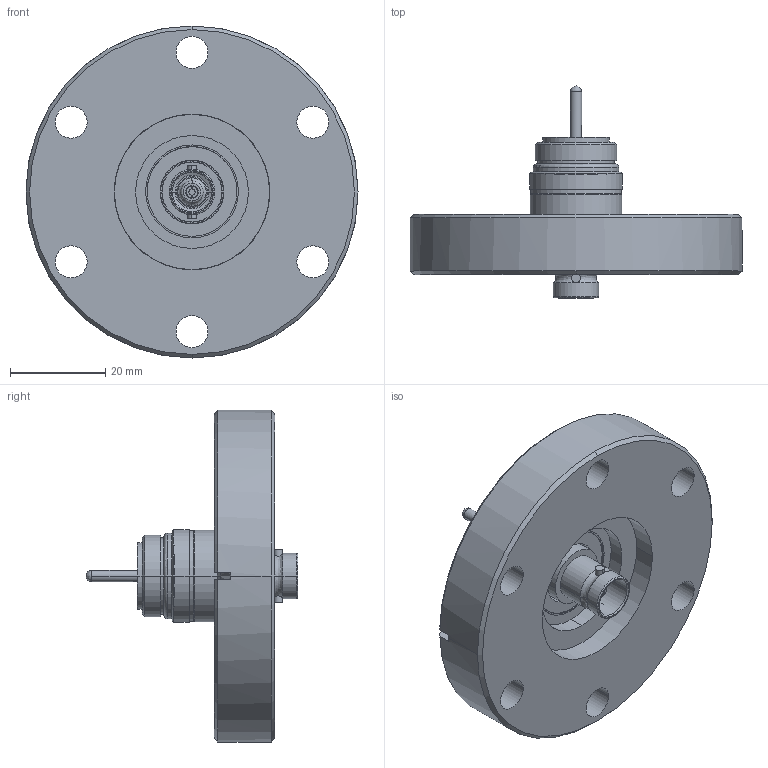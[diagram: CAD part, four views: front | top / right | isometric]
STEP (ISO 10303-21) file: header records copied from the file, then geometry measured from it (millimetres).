
FILE_DESCRIPTION (( 'STEP AP214' ), '1' );
FILE_NAME ('420XMF040-1.step', '2017-07-10T09:20:32', ( 'install' ), ( '' ), 'SwSTEP 2.0', 'SolidWorks 2015', '' );
FILE_SCHEMA (( 'AUTOMOTIVE_DESIGN' ));
Length unit declared in the file: inch
Products named in the file (1): 420XMF040-1
Bounding box: 69.85 x 44.6 x 69.85 mm (x, y, z)
Volume: 41317.4 mm3; surface area: 20186.2 mm2
Topology: 1 solids, 1 shells, 213 faces, 503 edges, 321 vertices
Faces by surface type: cylinder 111, plane 46, cone 35, bspline 15, torus 6
Entity records: 6852 total; most frequent: CARTESIAN_POINT 1751, DIRECTION 1150, ORIENTED_EDGE 1002, EDGE_CURVE 501, AXIS2_PLACEMENT_3D 489, VERTEX_POINT 321, CIRCLE 290, EDGE_LOOP 258
